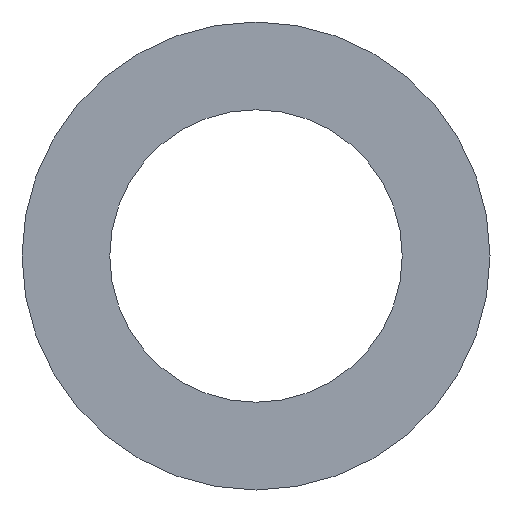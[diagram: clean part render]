
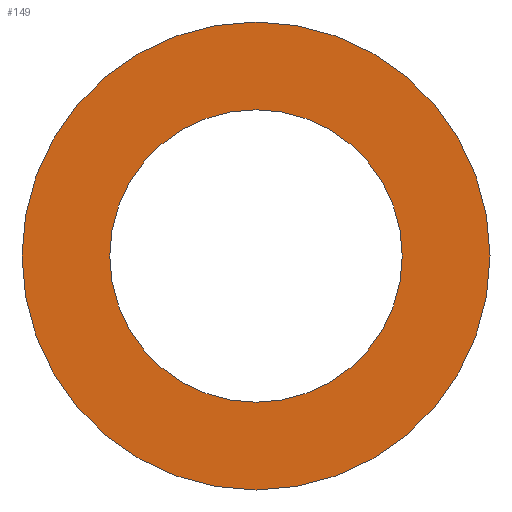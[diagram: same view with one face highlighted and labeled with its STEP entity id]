
A CAD part, front view. The second image highlights one B-rep face of the part: STEP entity #149.
In plain terms, the highlighted planar face has unit normal (0, -1, 0).
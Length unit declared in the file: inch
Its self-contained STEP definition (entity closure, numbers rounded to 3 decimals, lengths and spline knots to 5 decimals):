
#4 = CARTESIAN_POINT ( 'NONE',  ( 0., 0., 0.1875 ) ) ;
#6 = DIRECTION ( 'NONE',  ( 0., 1., 0. ) ) ;
#14 = DIRECTION ( 'NONE',  ( 0., 0., 1. ) ) ;
#15 = EDGE_CURVE ( 'NONE', #217, #16, #112, .T. ) ;
#16 = VERTEX_POINT ( 'NONE', #176 ) ;
#17 = FACE_BOUND ( 'NONE', #119, .T. ) ;
#20 = DIRECTION ( 'NONE',  ( 0., 1., 0. ) ) ;
#32 = AXIS2_PLACEMENT_3D ( 'NONE', #95, #201, #14 ) ;
#35 = EDGE_CURVE ( 'NONE', #199, #178, #105, .T. ) ;
#42 = DIRECTION ( 'NONE',  ( 0., 0., 1. ) ) ;
#44 = CARTESIAN_POINT ( 'NONE',  ( 0., 0., -0.3 ) ) ;
#59 = CARTESIAN_POINT ( 'NONE',  ( 0., 0., 0. ) ) ;
#62 = FACE_OUTER_BOUND ( 'NONE', #67, .T. ) ;
#67 = EDGE_LOOP ( 'NONE', ( #218, #234 ) ) ;
#74 = CARTESIAN_POINT ( 'NONE',  ( 0., 0., 0.3 ) ) ;
#94 = CIRCLE ( 'NONE', #243, 0.1875 ) ;
#95 = CARTESIAN_POINT ( 'NONE',  ( 0., 0., 0. ) ) ;
#103 = CARTESIAN_POINT ( 'NONE',  ( 0., 0., 0. ) ) ;
#105 = CIRCLE ( 'NONE', #219, 0.3 ) ;
#111 = ORIENTED_EDGE ( 'NONE', *, *, #15, .T. ) ;
#112 = CIRCLE ( 'NONE', #32, 0.1875 ) ;
#119 = EDGE_LOOP ( 'NONE', ( #202, #111 ) ) ;
#125 = CARTESIAN_POINT ( 'NONE',  ( 0., 0., 0. ) ) ;
#139 = CIRCLE ( 'NONE', #189, 0.3 ) ;
#141 = CARTESIAN_POINT ( 'NONE',  ( 0., 0., 0. ) ) ;
#142 = EDGE_CURVE ( 'NONE', #16, #217, #94, .T. ) ;
#148 = DIRECTION ( 'NONE',  ( 0., 0., 1. ) ) ;
#149 = ADVANCED_FACE ( 'NONE', ( #62, #17 ), #241, .F. ) ;
#160 = DIRECTION ( 'NONE',  ( 0., 0., 1. ) ) ;
#162 = EDGE_CURVE ( 'NONE', #178, #199, #139, .T. ) ;
#176 = CARTESIAN_POINT ( 'NONE',  ( 0., 0., -0.1875 ) ) ;
#178 = VERTEX_POINT ( 'NONE', #74 ) ;
#186 = DIRECTION ( 'NONE',  ( 0., 0., 1. ) ) ;
#189 = AXIS2_PLACEMENT_3D ( 'NONE', #103, #229, #186 ) ;
#199 = VERTEX_POINT ( 'NONE', #44 ) ;
#201 = DIRECTION ( 'NONE',  ( 0., 1., 0. ) ) ;
#202 = ORIENTED_EDGE ( 'NONE', *, *, #142, .T. ) ;
#210 = DIRECTION ( 'NONE',  ( 0., 1., 0. ) ) ;
#217 = VERTEX_POINT ( 'NONE', #4 ) ;
#218 = ORIENTED_EDGE ( 'NONE', *, *, #35, .F. ) ;
#219 = AXIS2_PLACEMENT_3D ( 'NONE', #59, #6, #160 ) ;
#223 = AXIS2_PLACEMENT_3D ( 'NONE', #125, #210, #148 ) ;
#229 = DIRECTION ( 'NONE',  ( 0., 1., 0. ) ) ;
#234 = ORIENTED_EDGE ( 'NONE', *, *, #162, .F. ) ;
#241 = PLANE ( 'NONE',  #223 ) ;
#243 = AXIS2_PLACEMENT_3D ( 'NONE', #141, #20, #42 ) ;
